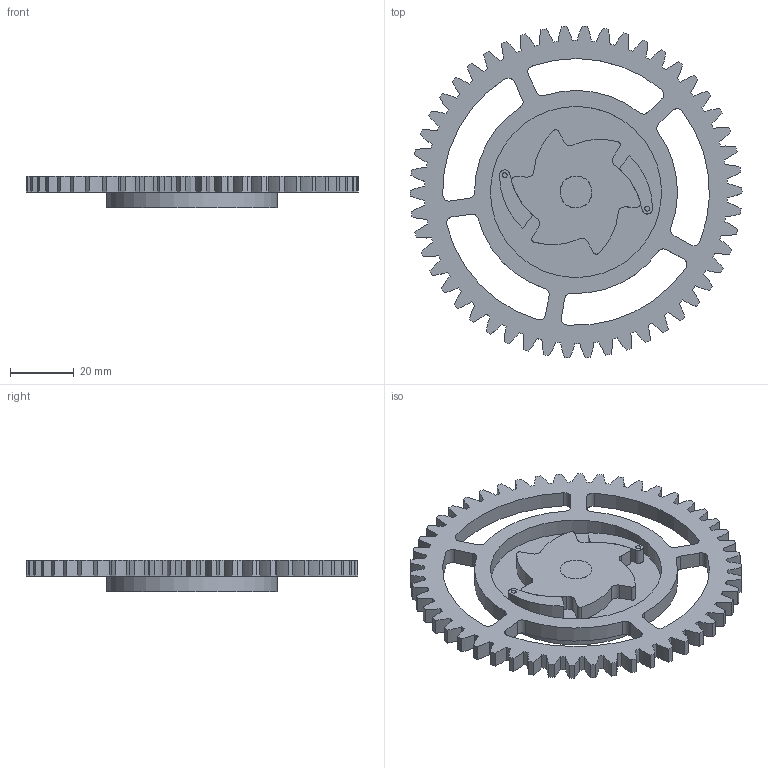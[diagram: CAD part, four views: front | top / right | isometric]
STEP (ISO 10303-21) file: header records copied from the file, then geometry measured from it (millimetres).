
FILE_DESCRIPTION((''),'2;1');
FILE_NAME('gear.stp','2015-03-03T10:18:47',('mike'),(''),'Autodesk Inventor 2010','Autodesk Inventor 2010','');
FILE_SCHEMA(('AUTOMOTIVE_DESIGN { 1 0 10303 214 1 1 1 1 }'));
Length unit declared in the file: millimetre
Products named in the file (6): gear; pin; rachet; gear1; rachet2; rachet1
Assembly tree (6 placements, depth 2):
  gear
    pin
    rachet
    gear1
    rachet2
    rachet1  x2
Bounding box: 104 x 103.92 x 10 mm (x, y, z)
Volume: 34330.4 mm3; surface area: 22748.7 mm2
Topology: 6 solids, 6 shells, 297 faces, 850 edges, 566 vertices
Faces by surface type: cylinder 265, plane 32
Full cylindrical faces by diameter (mm): 1.5 x4, 10 x3, 53.594 x2
Entity records: 9972 total; most frequent: DIRECTION 1945, CARTESIAN_POINT 1677, ORIENTED_EDGE 1646, EDGE_CURVE 823, AXIS2_PLACEMENT_3D 821, VERTEX_POINT 553, CIRCLE 520, EDGE_LOOP 317
